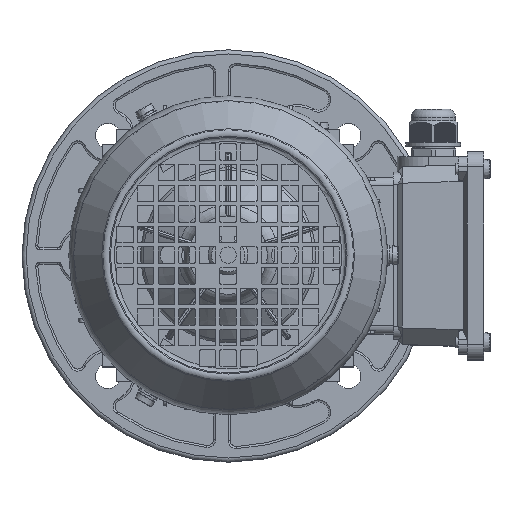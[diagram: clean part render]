
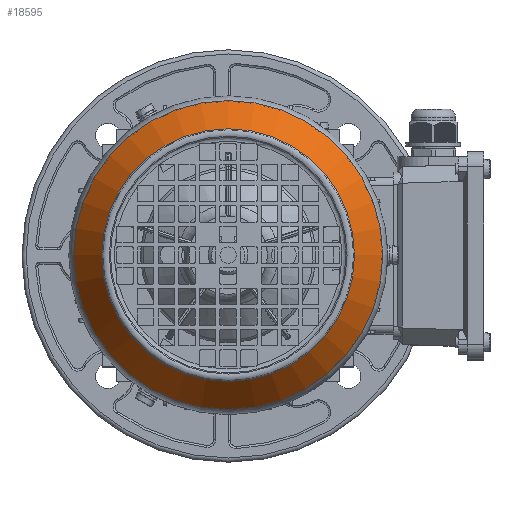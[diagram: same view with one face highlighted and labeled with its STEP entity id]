
A CAD part, top view. The second image highlights one B-rep face of the part: STEP entity #18595.
In plain terms, the highlighted conical face has half-angle 35 degrees and reference radius 74.985 mm.
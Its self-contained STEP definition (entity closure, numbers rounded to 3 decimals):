
#13537=FACE_BOUND('',#26291,.T.);
#13538=FACE_BOUND('',#26292,.T.);
#18595=ADVANCED_FACE('',(#13537,#13538),#20607,.T.);
#20607=CONICAL_SURFACE('',#73329,74.985,35.);
#26291=EDGE_LOOP('',(#41718));
#26292=EDGE_LOOP('',(#41719));
#29605=CIRCLE('',#73326,74.985);
#29606=CIRCLE('',#73328,61.294);
#41718=ORIENTED_EDGE('',*,*,#64031,.T.);
#41719=ORIENTED_EDGE('',*,*,#64030,.F.);
#55554=VERTEX_POINT('',#121509);
#55555=VERTEX_POINT('',#121512);
#64030=EDGE_CURVE('',#55554,#55554,#29605,.T.);
#64031=EDGE_CURVE('',#55555,#55555,#29606,.T.);
#73326=AXIS2_PLACEMENT_3D('',#121508,#85824,#85825);
#73328=AXIS2_PLACEMENT_3D('',#121511,#85828,#85829);
#73329=AXIS2_PLACEMENT_3D('',#121513,#85830,#85831);
#85824=DIRECTION('',(0.,0.,-1.));
#85825=DIRECTION('',(0.,-1.,0.));
#85828=DIRECTION('',(0.,0.,-1.));
#85829=DIRECTION('',(0.,-1.,0.));
#85830=DIRECTION('',(0.,0.,-1.));
#85831=DIRECTION('',(0.,-1.,0.));
#121508=CARTESIAN_POINT('',(0.,0.,199.253));
#121509=CARTESIAN_POINT('',(0.,-74.985,199.253));
#121511=CARTESIAN_POINT('',(0.,0.,218.806));
#121512=CARTESIAN_POINT('',(0.,-61.294,218.806));
#121513=CARTESIAN_POINT('',(0.,0.,199.253));
